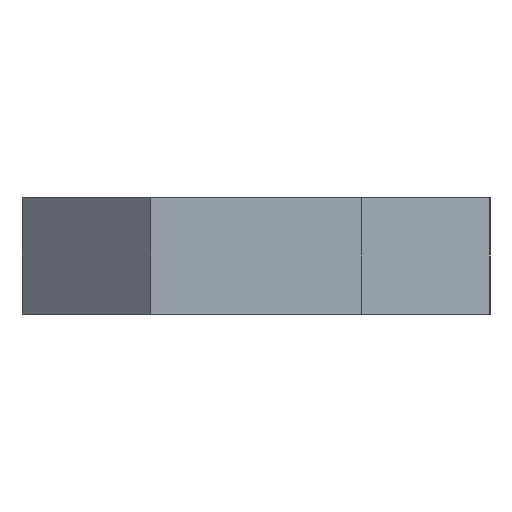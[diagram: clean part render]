
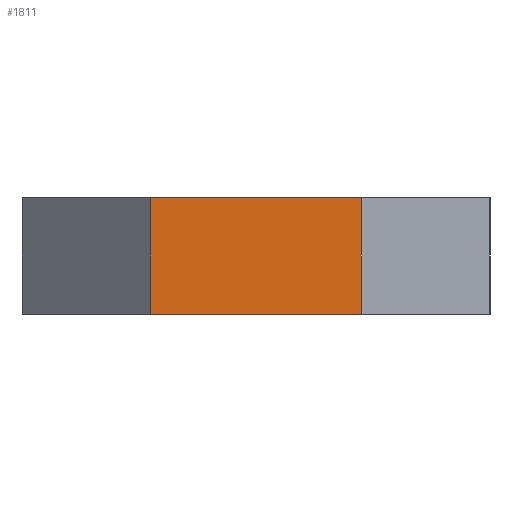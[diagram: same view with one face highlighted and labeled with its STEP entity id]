
A CAD part, left-side view. The second image highlights one B-rep face of the part: STEP entity #1811.
In plain terms, the highlighted planar face has unit normal (-1, 0, 0).
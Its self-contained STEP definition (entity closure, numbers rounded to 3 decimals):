
#14 = DIRECTION ( 'NONE',  ( 0., 0., -1. ) ) ;
#70 = LINE ( 'NONE', #2323, #3360 ) ;
#240 = VERTEX_POINT ( 'NONE', #471 ) ;
#471 = CARTESIAN_POINT ( 'NONE',  ( -156., 1.8, 2. ) ) ;
#512 = DIRECTION ( 'NONE',  ( 0., 0., -1. ) ) ;
#523 = EDGE_CURVE ( 'NONE', #3909, #5018, #2128, .T. ) ;
#640 = ORIENTED_EDGE ( 'NONE', *, *, #1550, .F. ) ;
#982 = ORIENTED_EDGE ( 'NONE', *, *, #523, .F. ) ;
#1009 = AXIS2_PLACEMENT_3D ( 'NONE', #3313, #2890, #1615 ) ;
#1170 = PLANE ( 'NONE',  #1009 ) ;
#1322 = CARTESIAN_POINT ( 'NONE',  ( -156., -1.8, 2. ) ) ;
#1550 = EDGE_CURVE ( 'NONE', #240, #3909, #4195, .T. ) ;
#1615 = DIRECTION ( 'NONE',  ( 0., 1., 0. ) ) ;
#1775 = VECTOR ( 'NONE', #5287, 1000. ) ;
#1811 = ADVANCED_FACE ( 'NONE', ( #3855 ), #1170, .F. ) ;
#2065 = VECTOR ( 'NONE', #512, 1000. ) ;
#2128 = LINE ( 'NONE', #1322, #5546 ) ;
#2323 = CARTESIAN_POINT ( 'NONE',  ( -156., 1.8, 0. ) ) ;
#2629 = EDGE_CURVE ( 'NONE', #5103, #5018, #70, .T. ) ;
#2728 = CARTESIAN_POINT ( 'NONE',  ( -156., 1.8, 2. ) ) ;
#2890 = DIRECTION ( 'NONE',  ( 1., 0., 0. ) ) ;
#2965 = ORIENTED_EDGE ( 'NONE', *, *, #2629, .T. ) ;
#3018 = ORIENTED_EDGE ( 'NONE', *, *, #3841, .T. ) ;
#3042 = CARTESIAN_POINT ( 'NONE',  ( -156., -1.8, 0. ) ) ;
#3088 = CARTESIAN_POINT ( 'NONE',  ( -156., 1.8, 2. ) ) ;
#3120 = CARTESIAN_POINT ( 'NONE',  ( -156., -1.8, 2. ) ) ;
#3313 = CARTESIAN_POINT ( 'NONE',  ( -156., 1.8, 2. ) ) ;
#3360 = VECTOR ( 'NONE', #4479, 1000. ) ;
#3584 = EDGE_LOOP ( 'NONE', ( #2965, #982, #640, #3018 ) ) ;
#3841 = EDGE_CURVE ( 'NONE', #240, #5103, #5483, .T. ) ;
#3855 = FACE_OUTER_BOUND ( 'NONE', #3584, .T. ) ;
#3909 = VERTEX_POINT ( 'NONE', #3120 ) ;
#3952 = CARTESIAN_POINT ( 'NONE',  ( -156., 1.8, 0. ) ) ;
#4195 = LINE ( 'NONE', #2728, #1775 ) ;
#4479 = DIRECTION ( 'NONE',  ( 0., -1., 0. ) ) ;
#5018 = VERTEX_POINT ( 'NONE', #3042 ) ;
#5103 = VERTEX_POINT ( 'NONE', #3952 ) ;
#5287 = DIRECTION ( 'NONE',  ( 0., -1., 0. ) ) ;
#5483 = LINE ( 'NONE', #3088, #2065 ) ;
#5546 = VECTOR ( 'NONE', #14, 1000. ) ;
